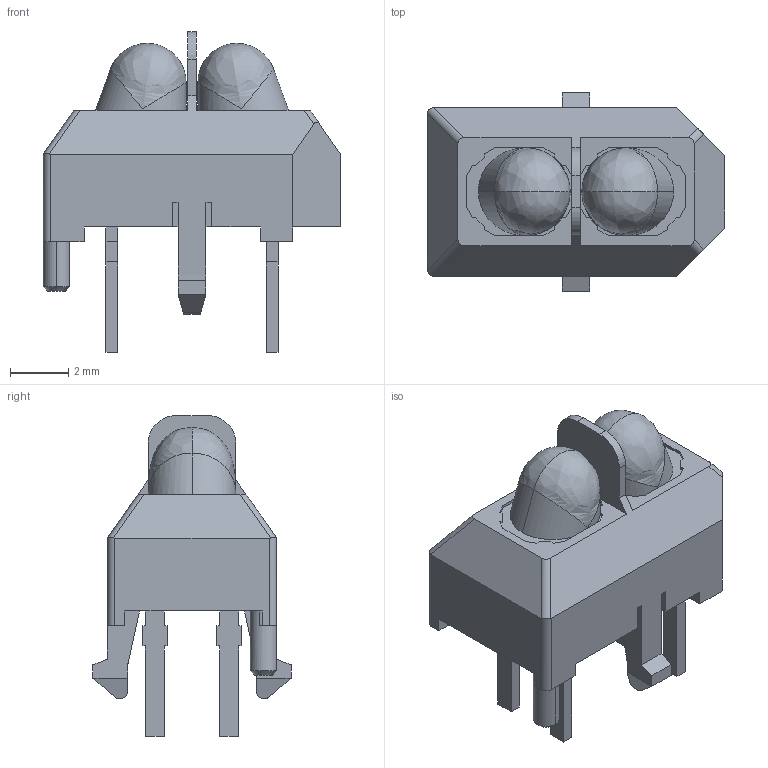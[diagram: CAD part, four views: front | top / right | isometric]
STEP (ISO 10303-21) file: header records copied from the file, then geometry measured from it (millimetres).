
FILE_DESCRIPTION(('FreeCAD Model'),'2;1');
FILE_NAME('Open CASCADE Shape Model','2022-01-29T04:59:42',( 'kicad StepUp'),('ksu MCAD'),'Open CASCADE STEP processor 7.5', 'FreeCAD','Unknown');
FILE_SCHEMA(('AUTOMOTIVE_DESIGN { 1 0 10303 214 1 1 1 1 }'));
Length unit declared in the file: millimetre
Products named in the file (1): TCRT5000
Bounding box: 10.2 x 6.8 x 11 mm (x, y, z)
Volume: 242.9 mm3; surface area: 368 mm2
Topology: 7 solids, 7 shells, 208 faces, 1685 edges, 2605 vertices
Faces by surface type: plane 177, cylinder 25, bspline 4, cone 2
Entity records: 35797 total; most frequent: CARTESIAN_POINT 7633, DIRECTION 3111, LINE 2527, VECTOR 2527, PRESENTATION_STYLE_ASSIGNMENT 1337, SURFACE_STYLE_USAGE 1337, SURFACE_SIDE_STYLE 1337, SURFACE_STYLE_FILL_AREA 1337
